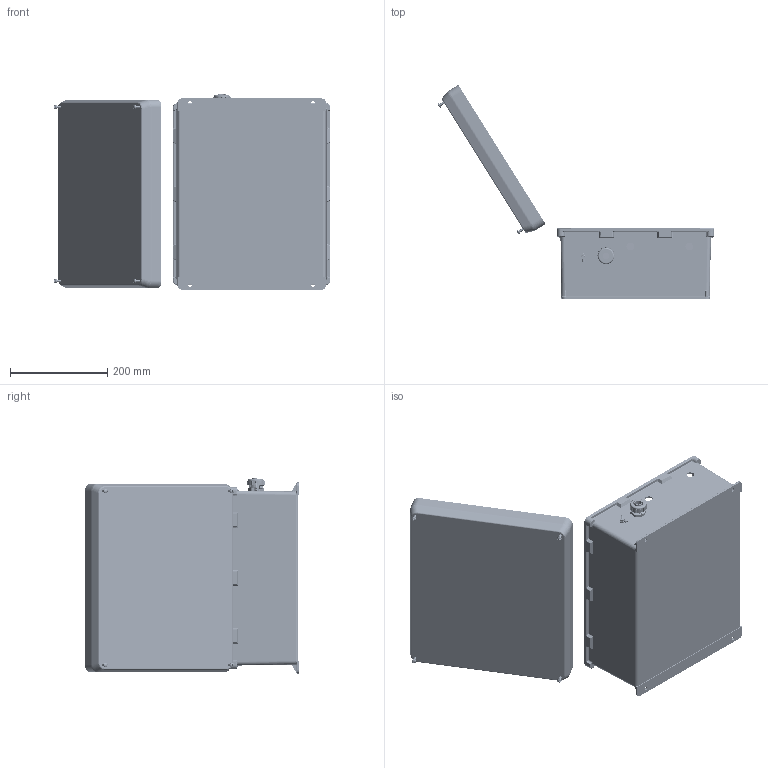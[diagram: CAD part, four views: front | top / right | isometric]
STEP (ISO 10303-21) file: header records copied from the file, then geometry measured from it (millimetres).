
FILE_DESCRIPTION (( 'STEP AP214' ), '1' );
FILE_NAME ('NBC141206-1H0.STEP', '2018-02-22T15:08:00', ( '' ), ( '' ), 'SwSTEP 2.0', 'SolidWorks 2017', '' );
FILE_SCHEMA (( 'AUTOMOTIVE_DESIGN' ));
Length unit declared in the file: inch
Products named in the file (29): XMH-0010; XFN-0013; XCTB-0002; XCT-0011; XCT-0010; XFS-0031; XF451-01; XMH-0006; XFW-0002; XFS-0066_90272A147; XFN-0003; XFN-0022; XCT-0005; X-ASSY-HYP285-1; XFS-0026; XERZ-V20D241; XC-0003; X-PCB-HYP285; NBC141206-Lid; NBC_LidScrew; NB141207-Box; XFW-0004; XHIC-HTR110; NBC141206-1H0; NEMA GroundWire-2; XMH-0007; XF797-02; XFS-0017; 10-32 NEMA PLATE SCREW
Assembly tree (56 placements, depth 3):
  NBC141206-1H0
    NB141207-Box
    NBC141206-Lid
    XC-0003
    XFS-0026
    XCT-0005
    XFN-0003  x2
    XFW-0002  x5
    XF451-01
    XCT-0010
    XCT-0011
    XCTB-0002
    XFN-0013  x2
    XMH-0010  x2
    10-32 NEMA PLATE SCREW  x4
    XFS-0017  x7
    XF797-02
    XMH-0007  x4
    NEMA GroundWire-2
    XHIC-HTR110
    XFW-0004  x2
    NBC_LidScrew  x4
    X-ASSY-HYP285-1
      X-PCB-HYP285
      XERZ-V20D241  x3
    XFN-0022  x2
    XFS-0066_90272A147  x2
    XMH-0006
    XFS-0031  x2
Bounding box: 569.84 x 441.44 x 402.37 mm (x, y, z)
Volume: 2483492.3 mm3; surface area: 1308704.2 mm2
Topology: 55 solids, 56 shells, 4202 faces, 10495 edges, 6454 vertices
Faces by surface type: plane 1607, cylinder 1280, cone 765, torus 261, bspline 231, sphere 58
Full cylindrical faces by diameter (mm): 1.27 x6, 1.397 x6, 1.778 x6, 2.705 x40, 3.175 x2, 3.429 x2, 3.556 x9, 3.607 x1, 3.683 x2, 3.81 x2, 3.886 x8, 3.934 x1, 3.962 x2, 4.064 x2, 4.177 x4, 4.216 x4, 4.47 x2, 4.572 x10, 5.004 x1, 5.08 x2, 5.182 x1, 5.588 x2, 5.639 x1, 5.7 x2, 6.35 x6, 6.5 x4, 6.655 x7, 6.667 x3, 6.858 x4, 7.163 x3
Entity records: 103209 total; most frequent: CARTESIAN_POINT 28285, ORIENTED_EDGE 12564, DIRECTION 12445, EDGE_CURVE 6282, AXIS2_PLACEMENT_3D 4670, VERTEX_POINT 4180, EDGE_LOOP 3554, LINE 3105
